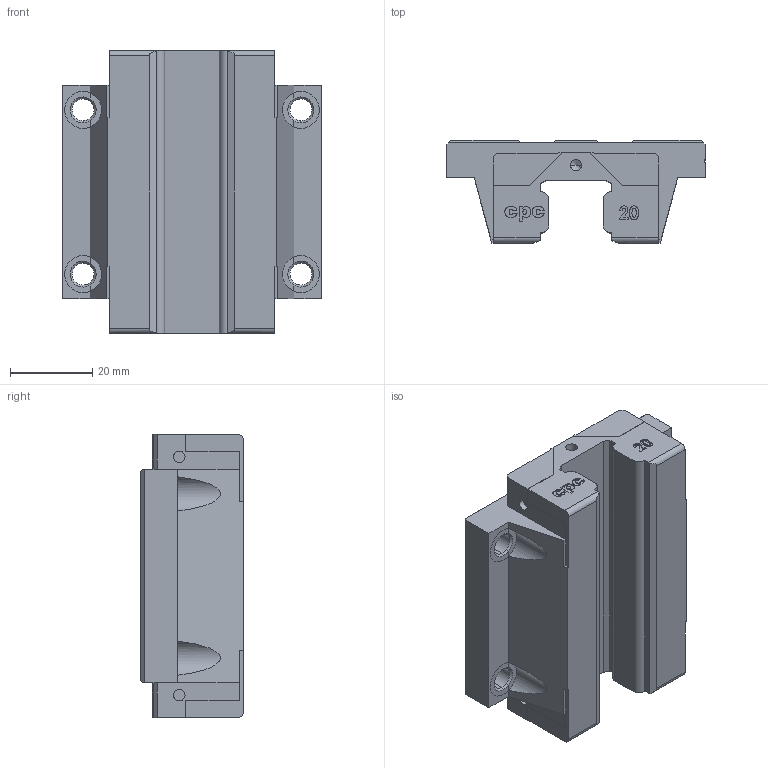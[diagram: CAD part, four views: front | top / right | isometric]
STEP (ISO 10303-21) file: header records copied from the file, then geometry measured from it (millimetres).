
FILE_DESCRIPTION (( 'STEP AP214' ), '1' );
FILE_NAME ('HRC20_FN-block.STEP', '2013-03-11T11:16:50', ( 'CPC' ), ( '' ), 'SwSTEP 2.0', 'SolidWorks 2010', '' );
FILE_SCHEMA (( 'AUTOMOTIVE_DESIGN' ));
Length unit declared in the file: millimetre
Products named in the file (1): HRC20_FN-block
Bounding box: 63 x 25 x 69 mm (x, y, z)
Volume: 64378.2 mm3; surface area: 15990.9 mm2
Topology: 1 solids, 1 shells, 306 faces, 814 edges, 526 vertices
Faces by surface type: plane 147, bspline 90, cylinder 41, cone 28
Entity records: 17398 total; most frequent: CARTESIAN_POINT 10045, ORIENTED_EDGE 1620, DIRECTION 1174, EDGE_CURVE 810, VERTEX_POINT 526, LINE 504, VECTOR 504, AXIS2_PLACEMENT_3D 335
